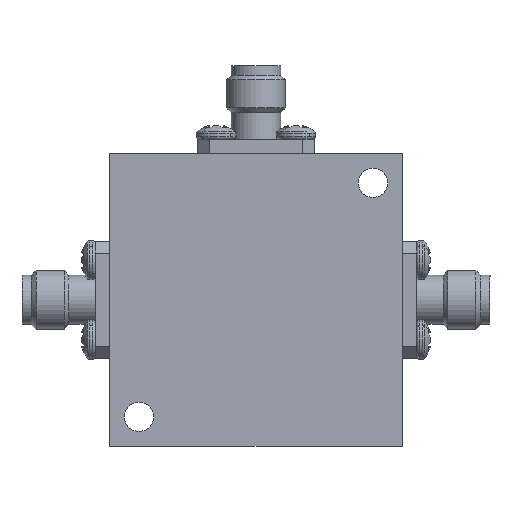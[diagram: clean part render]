
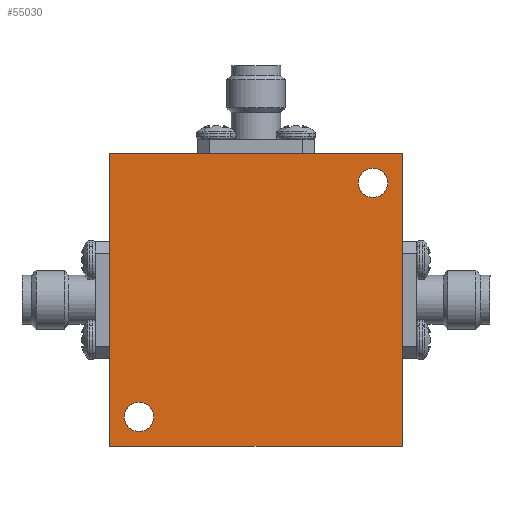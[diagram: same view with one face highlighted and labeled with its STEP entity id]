
A CAD part, front view. The second image highlights one B-rep face of the part: STEP entity #55030.
In plain terms, the highlighted planar face has unit normal (0, -1, 0).
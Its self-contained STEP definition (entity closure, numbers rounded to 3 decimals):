
#994 = CARTESIAN_POINT ( 'NONE',  ( 12.7, 0., 11.112 ) ) ;
#1389 = FACE_BOUND ( 'NONE', #38833, .T. ) ;
#1881 = ORIENTED_EDGE ( 'NONE', *, *, #6009, .T. ) ;
#1948 = CARTESIAN_POINT ( 'NONE',  ( 15.875, 0., 15.875 ) ) ;
#3850 = VECTOR ( 'NONE', #58811, 1000. ) ;
#4956 = EDGE_CURVE ( 'NONE', #46020, #38168, #41381, .T. ) ;
#6009 = EDGE_CURVE ( 'NONE', #29260, #56198, #15532, .T. ) ;
#6956 = DIRECTION ( 'NONE',  ( 0., 1., 0. ) ) ;
#7007 = VERTEX_POINT ( 'NONE', #53117 ) ;
#8723 = VERTEX_POINT ( 'NONE', #60018 ) ;
#9597 = VECTOR ( 'NONE', #30483, 1000. ) ;
#9601 = DIRECTION ( 'NONE',  ( 0., 0., 1. ) ) ;
#9920 = DIRECTION ( 'NONE',  ( 0., 0., 1. ) ) ;
#11846 = CARTESIAN_POINT ( 'NONE',  ( -15.875, 0., 15.875 ) ) ;
#13482 = ORIENTED_EDGE ( 'NONE', *, *, #50479, .T. ) ;
#14895 = DIRECTION ( 'NONE',  ( 0., -1., 0. ) ) ;
#15219 = EDGE_LOOP ( 'NONE', ( #1881, #45674 ) ) ;
#15532 = CIRCLE ( 'NONE', #19407, 1.588 ) ;
#17300 = ORIENTED_EDGE ( 'NONE', *, *, #57460, .F. ) ;
#17340 = LINE ( 'NONE', #11846, #9597 ) ;
#17494 = EDGE_LOOP ( 'NONE', ( #24478, #31050, #35301, #17300 ) ) ;
#18206 = CARTESIAN_POINT ( 'NONE',  ( -15.875, 0., 15.875 ) ) ;
#18605 = EDGE_CURVE ( 'NONE', #56198, #29260, #30138, .T. ) ;
#19376 = LINE ( 'NONE', #18206, #49996 ) ;
#19407 = AXIS2_PLACEMENT_3D ( 'NONE', #30991, #30393, #30079 ) ;
#20042 = FACE_OUTER_BOUND ( 'NONE', #17494, .T. ) ;
#24478 = ORIENTED_EDGE ( 'NONE', *, *, #4956, .F. ) ;
#25833 = EDGE_CURVE ( 'NONE', #36913, #46020, #17340, .T. ) ;
#26192 = AXIS2_PLACEMENT_3D ( 'NONE', #47278, #47865, #28908 ) ;
#28018 = DIRECTION ( 'NONE',  ( 0., 0., -1. ) ) ;
#28310 = CARTESIAN_POINT ( 'NONE',  ( 0., 0., 0. ) ) ;
#28908 = DIRECTION ( 'NONE',  ( 0., 0., 1. ) ) ;
#29260 = VERTEX_POINT ( 'NONE', #994 ) ;
#30079 = DIRECTION ( 'NONE',  ( 0., 0., 1. ) ) ;
#30084 = EDGE_CURVE ( 'NONE', #33391, #7007, #51160, .T. ) ;
#30138 = CIRCLE ( 'NONE', #26192, 1.588 ) ;
#30393 = DIRECTION ( 'NONE',  ( 0., 1., 0. ) ) ;
#30483 = DIRECTION ( 'NONE',  ( 1., 0., 0. ) ) ;
#30991 = CARTESIAN_POINT ( 'NONE',  ( 12.7, 0., 12.7 ) ) ;
#31002 = CARTESIAN_POINT ( 'NONE',  ( 12.7, 0., 14.287 ) ) ;
#31050 = ORIENTED_EDGE ( 'NONE', *, *, #25833, .F. ) ;
#32170 = CARTESIAN_POINT ( 'NONE',  ( 15.875, 0., 15.875 ) ) ;
#33391 = VERTEX_POINT ( 'NONE', #38204 ) ;
#34729 = AXIS2_PLACEMENT_3D ( 'NONE', #28310, #14895, #28018 ) ;
#34819 = CARTESIAN_POINT ( 'NONE',  ( 15.875, 0., -15.875 ) ) ;
#35301 = ORIENTED_EDGE ( 'NONE', *, *, #59907, .F. ) ;
#36913 = VERTEX_POINT ( 'NONE', #51081 ) ;
#38168 = VERTEX_POINT ( 'NONE', #34819 ) ;
#38204 = CARTESIAN_POINT ( 'NONE',  ( -12.7, 0., -11.112 ) ) ;
#38678 = FACE_BOUND ( 'NONE', #15219, .T. ) ;
#38833 = EDGE_LOOP ( 'NONE', ( #13482, #50135 ) ) ;
#41381 = LINE ( 'NONE', #32170, #3850 ) ;
#42377 = AXIS2_PLACEMENT_3D ( 'NONE', #43203, #42898, #9601 ) ;
#42898 = DIRECTION ( 'NONE',  ( 0., 1., 0. ) ) ;
#43203 = CARTESIAN_POINT ( 'NONE',  ( -12.7, 0., -12.7 ) ) ;
#44007 = CARTESIAN_POINT ( 'NONE',  ( -15.875, 0., -15.875 ) ) ;
#44895 = AXIS2_PLACEMENT_3D ( 'NONE', #48831, #6956, #49156 ) ;
#45674 = ORIENTED_EDGE ( 'NONE', *, *, #18605, .T. ) ;
#46020 = VERTEX_POINT ( 'NONE', #1948 ) ;
#47278 = CARTESIAN_POINT ( 'NONE',  ( 12.7, 0., 12.7 ) ) ;
#47865 = DIRECTION ( 'NONE',  ( 0., 1., 0. ) ) ;
#48332 = LINE ( 'NONE', #44007, #49709 ) ;
#48831 = CARTESIAN_POINT ( 'NONE',  ( -12.7, 0., -12.7 ) ) ;
#49156 = DIRECTION ( 'NONE',  ( 0., 0., 1. ) ) ;
#49709 = VECTOR ( 'NONE', #53772, 1000. ) ;
#49996 = VECTOR ( 'NONE', #9920, 1000. ) ;
#50135 = ORIENTED_EDGE ( 'NONE', *, *, #30084, .T. ) ;
#50479 = EDGE_CURVE ( 'NONE', #7007, #33391, #55637, .T. ) ;
#51081 = CARTESIAN_POINT ( 'NONE',  ( -15.875, 0., 15.875 ) ) ;
#51160 = CIRCLE ( 'NONE', #42377, 1.588 ) ;
#52738 = PLANE ( 'NONE',  #34729 ) ;
#53117 = CARTESIAN_POINT ( 'NONE',  ( -12.7, 0., -14.287 ) ) ;
#53772 = DIRECTION ( 'NONE',  ( -1., 0., 0. ) ) ;
#55030 = ADVANCED_FACE ( 'NONE', ( #1389, #20042, #38678 ), #52738, .T. ) ;
#55637 = CIRCLE ( 'NONE', #44895, 1.588 ) ;
#56198 = VERTEX_POINT ( 'NONE', #31002 ) ;
#57460 = EDGE_CURVE ( 'NONE', #38168, #8723, #48332, .T. ) ;
#58811 = DIRECTION ( 'NONE',  ( 0., 0., -1. ) ) ;
#59907 = EDGE_CURVE ( 'NONE', #8723, #36913, #19376, .T. ) ;
#60018 = CARTESIAN_POINT ( 'NONE',  ( -15.875, 0., -15.875 ) ) ;
